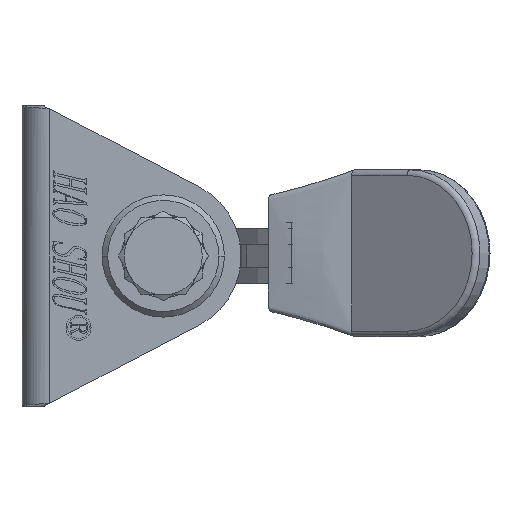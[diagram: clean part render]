
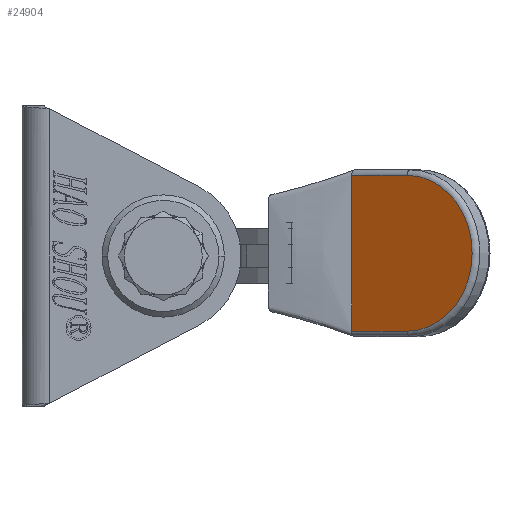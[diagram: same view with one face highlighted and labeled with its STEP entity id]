
A CAD part, left-side view. The second image highlights one B-rep face of the part: STEP entity #24904.
In plain terms, the highlighted face is planar.
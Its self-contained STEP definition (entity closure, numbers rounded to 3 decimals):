
#3423 = VERTEX_POINT ( 'NONE', #13611 ) ;
#3446 = VERTEX_POINT ( 'NONE', #13627 ) ;
#3463 = VERTEX_POINT ( 'NONE', #13644 ) ;
#3471 = VERTEX_POINT ( 'NONE', #13652 ) ;
#13611 = CARTESIAN_POINT ( 'NONE',  ( 7., 0., 1.25 ) ) ;
#13627 = CARTESIAN_POINT ( 'NONE',  ( 7., 6., 1.25 ) ) ;
#13644 = CARTESIAN_POINT ( 'NONE',  ( -7., 0., 1.25 ) ) ;
#13652 = CARTESIAN_POINT ( 'NONE',  ( -7., 6., 1.25 ) ) ;
#15542 = FACE_OUTER_BOUND ( 'NONE', #27870, .T. ) ;
#18333 = AXIS2_PLACEMENT_3D ( 'NONE', #20599, #20605, #20606 ) ;
#20599 = CARTESIAN_POINT ( 'NONE',  ( 0., 6., 1.25 ) ) ;
#20603 = PLANE ( 'NONE',  #18333 ) ;
#20605 = DIRECTION ( 'NONE',  ( 0., 0., -1. ) ) ;
#20606 = DIRECTION ( 'NONE',  ( -1., 0., 0. ) ) ;
#22583 = LINE ( 'NONE', #24015, #22593 ) ;
#22593 = VECTOR ( 'NONE', #24022, 1000. ) ;
#22611 = LINE ( 'NONE', #24052, #22614 ) ;
#22613 = CIRCLE ( 'NONE', #25075, 7. ) ;
#22614 = VECTOR ( 'NONE', #24053, 1000. ) ;
#22615 = LINE ( 'NONE', #24037, #22617 ) ;
#22617 = VECTOR ( 'NONE', #24038, 1000. ) ;
#24015 = CARTESIAN_POINT ( 'NONE',  ( 0., 0., 1.25 ) ) ;
#24022 = DIRECTION ( 'NONE',  ( 1., 0., 0. ) ) ;
#24037 = CARTESIAN_POINT ( 'NONE',  ( -7., 6., 1.25 ) ) ;
#24038 = DIRECTION ( 'NONE',  ( 0., -1., 0. ) ) ;
#24052 = CARTESIAN_POINT ( 'NONE',  ( 7., 6., 1.25 ) ) ;
#24053 = DIRECTION ( 'NONE',  ( 0., 1., 0. ) ) ;
#24055 = CARTESIAN_POINT ( 'NONE',  ( 0., 6., 1.25 ) ) ;
#24056 = DIRECTION ( 'NONE',  ( 0., 0., 1. ) ) ;
#24057 = DIRECTION ( 'NONE',  ( -1., 0., 0. ) ) ;
#24904 = ADVANCED_FACE ( 'NONE', ( #15542 ), #20603, .F. ) ;
#25075 = AXIS2_PLACEMENT_3D ( 'NONE', #24055, #24056, #24057 ) ;
#26857 = EDGE_CURVE ( 'NONE', #3463, #3423, #22583, .T. ) ;
#26869 = EDGE_CURVE ( 'NONE', #3423, #3446, #22611, .T. ) ;
#26870 = EDGE_CURVE ( 'NONE', #3446, #3471, #22613, .T. ) ;
#26871 = EDGE_CURVE ( 'NONE', #3471, #3463, #22615, .T. ) ;
#27870 = EDGE_LOOP ( 'NONE', ( #28503, #28504, #28505, #28506 ) ) ;
#28503 = ORIENTED_EDGE ( 'NONE', *, *, #26857, .T. ) ;
#28504 = ORIENTED_EDGE ( 'NONE', *, *, #26869, .T. ) ;
#28505 = ORIENTED_EDGE ( 'NONE', *, *, #26870, .T. ) ;
#28506 = ORIENTED_EDGE ( 'NONE', *, *, #26871, .T. ) ;
